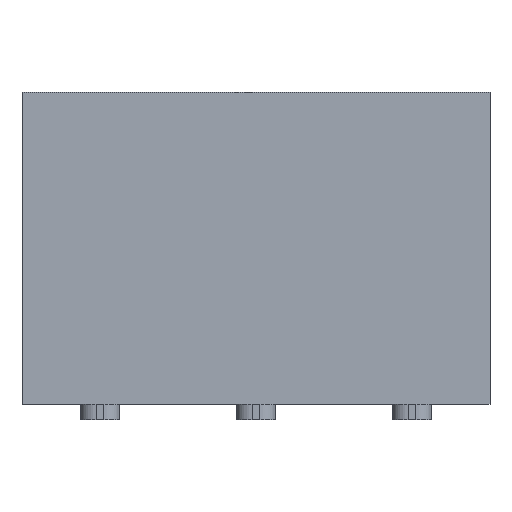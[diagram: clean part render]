
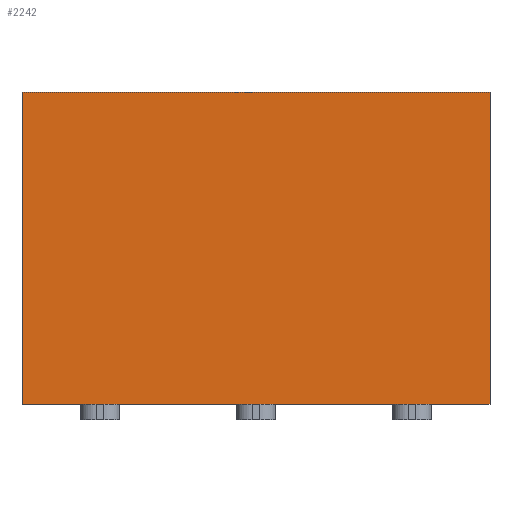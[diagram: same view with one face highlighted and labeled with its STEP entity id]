
A CAD part, front view. The second image highlights one B-rep face of the part: STEP entity #2242.
In plain terms, the highlighted planar face has unit normal (0, -1, 0).
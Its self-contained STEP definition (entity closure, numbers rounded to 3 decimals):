
#133=FACE_OUTER_BOUND('',#257,.T.);
#257=EDGE_LOOP('',(#1864,#1865,#1866,#1867,#1868,#1869,#1870,#1871));
#341=LINE('',#3084,#615);
#387=LINE('',#3202,#661);
#417=LINE('',#3273,#691);
#421=LINE('',#3279,#695);
#427=LINE('',#3290,#701);
#466=LINE('',#3365,#740);
#523=LINE('',#3478,#797);
#548=LINE('',#3528,#822);
#615=VECTOR('',#2500,10.);
#661=VECTOR('',#2610,10.);
#691=VECTOR('',#2674,10.);
#695=VECTOR('',#2678,10.);
#701=VECTOR('',#2684,10.);
#740=VECTOR('',#2737,10.);
#797=VECTOR('',#2846,10.);
#822=VECTOR('',#2905,10.);
#886=VERTEX_POINT('',#3082);
#887=VERTEX_POINT('',#3083);
#926=VERTEX_POINT('',#3200);
#927=VERTEX_POINT('',#3201);
#951=VERTEX_POINT('',#3271);
#958=VERTEX_POINT('',#3289);
#986=VERTEX_POINT('',#3362);
#987=VERTEX_POINT('',#3364);
#1091=EDGE_CURVE('',#886,#887,#341,.T.);
#1149=EDGE_CURVE('',#926,#927,#387,.T.);
#1185=EDGE_CURVE('',#951,#886,#417,.T.);
#1189=EDGE_CURVE('',#887,#926,#421,.T.);
#1195=EDGE_CURVE('',#927,#958,#427,.T.);
#1234=EDGE_CURVE('',#986,#987,#466,.T.);
#1291=EDGE_CURVE('',#951,#987,#523,.T.);
#1316=EDGE_CURVE('',#958,#986,#548,.T.);
#1864=ORIENTED_EDGE('',*,*,#1185,.F.);
#1865=ORIENTED_EDGE('',*,*,#1291,.T.);
#1866=ORIENTED_EDGE('',*,*,#1234,.F.);
#1867=ORIENTED_EDGE('',*,*,#1316,.F.);
#1868=ORIENTED_EDGE('',*,*,#1195,.F.);
#1869=ORIENTED_EDGE('',*,*,#1149,.F.);
#1870=ORIENTED_EDGE('',*,*,#1189,.F.);
#1871=ORIENTED_EDGE('',*,*,#1091,.F.);
#2071=PLANE('',#2404);
#2242=ADVANCED_FACE('',(#133),#2071,.T.);
#2404=AXIS2_PLACEMENT_3D('',#3527,#2903,#2904);
#2500=DIRECTION('',(-1.,0.,0.));
#2610=DIRECTION('',(-1.,0.,0.));
#2674=DIRECTION('',(-1.,0.,0.));
#2678=DIRECTION('',(-1.,0.,0.));
#2684=DIRECTION('',(-1.,0.,0.));
#2737=DIRECTION('',(1.,0.,0.));
#2846=DIRECTION('',(0.,0.,1.));
#2903=DIRECTION('center_axis',(0.,-1.,0.));
#2904=DIRECTION('ref_axis',(1.,0.,0.));
#2905=DIRECTION('',(0.,0.,1.));
#3082=CARTESIAN_POINT('',(4.25,-2.,0.));
#3083=CARTESIAN_POINT('',(3.75,-2.,0.));
#3084=CARTESIAN_POINT('',(1.,-2.,0.));
#3200=CARTESIAN_POINT('',(2.25,-2.,0.));
#3201=CARTESIAN_POINT('',(1.75,-2.,0.));
#3202=CARTESIAN_POINT('',(1.,-2.,0.));
#3271=CARTESIAN_POINT('',(5.,-2.,0.));
#3273=CARTESIAN_POINT('',(1.,-2.,0.));
#3279=CARTESIAN_POINT('',(1.,-2.,0.));
#3289=CARTESIAN_POINT('',(-1.,-2.,0.));
#3290=CARTESIAN_POINT('',(1.,-2.,0.));
#3362=CARTESIAN_POINT('',(-1.,-2.,4.));
#3364=CARTESIAN_POINT('',(5.,-2.,4.));
#3365=CARTESIAN_POINT('',(1.,-2.,4.));
#3478=CARTESIAN_POINT('',(5.,-2.,0.));
#3527=CARTESIAN_POINT('Origin',(-1.,-2.,0.));
#3528=CARTESIAN_POINT('',(-1.,-2.,0.));
